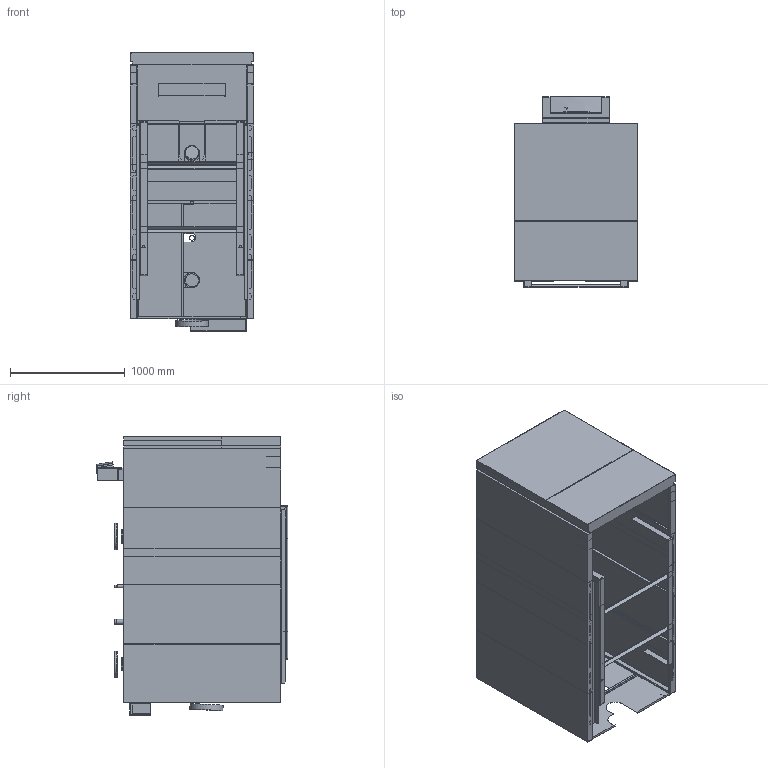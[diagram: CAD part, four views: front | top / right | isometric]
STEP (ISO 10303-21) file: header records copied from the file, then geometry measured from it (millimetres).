
FILE_DESCRIPTION(/* description */ (''),/* implementation_level */ '2;1');
FILE_NAME(/* name */ 'Vitocrossal 200 CM2-500.stp',/* time_stamp */ '2021-01-11T11:51:25-05:00',/* author */ ('pfid'),/* organization */ (''),/* preprocessor_version */ 'ST-DEVELOPER v18',/* originating_system */ 'Autodesk Inventor 2020',/* authorisation */ '');
FILE_SCHEMA (('AUTOMOTIVE_DESIGN { 1 0 10303 214 3 1 1 }'));
Length unit declared in the file: inch
Products named in the file (2): Vitocrossal 200 CM2-400; Vitocrossal 200 CM2-500 stretch_Substitute_3
Assembly tree (1 placements, depth 2):
  Vitocrossal 200 CM2-400
    Vitocrossal 200 CM2-500 stretch_Substitute_3
Bounding box: 1078 x 1665.54 x 2429 mm (x, y, z)
Surface area: 27805320.6 mm2 (no closed solid volume)
Topology: 0 solids, 219 shells, 259 faces, 1849 edges, 1794 vertices
Faces by surface type: plane 226, cylinder 22, bspline 5, torus 4, cone 2
Full cylindrical faces by diameter (mm): 25 x1, 26.7 x1, 42.164 x1, 42.4 x1, 114.3 x4, 228.6 x2, 288 x1
Entity records: 18112 total; most frequent: CARTESIAN_POINT 4360, DIRECTION 2478, ORIENTED_EDGE 1914, EDGE_CURVE 1845, VERTEX_POINT 1794, LINE 1670, VECTOR 1670, AXIS2_PLACEMENT_3D 404
